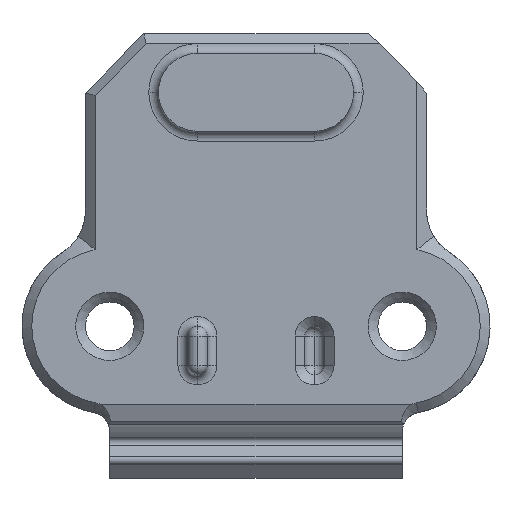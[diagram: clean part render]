
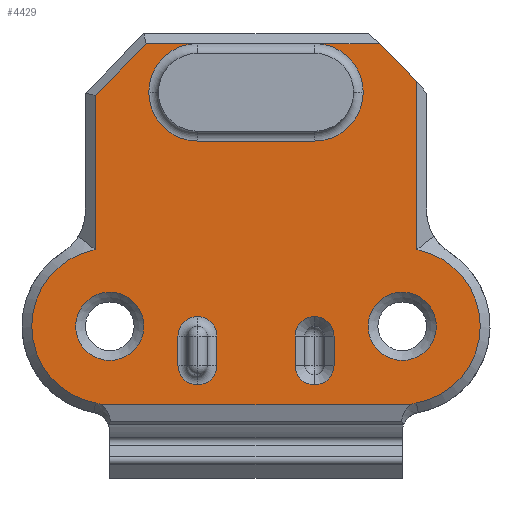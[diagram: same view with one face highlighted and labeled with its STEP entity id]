
A CAD part, left-side view. The second image highlights one B-rep face of the part: STEP entity #4429.
In plain terms, the highlighted planar face has unit normal (-1, 0, 0).
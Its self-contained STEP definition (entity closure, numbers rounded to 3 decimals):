
#124=FACE_BOUND('',#846,.T.);
#125=FACE_BOUND('',#847,.T.);
#126=FACE_BOUND('',#848,.T.);
#127=FACE_BOUND('',#849,.T.);
#379=PLANE('',#4764);
#571=FACE_OUTER_BOUND('',#845,.T.);
#845=EDGE_LOOP('',(#3347,#3348,#3349,#3350,#3351,#3352,#3353,#3354,#3355,
#3356,#3357,#3358,#3359,#3360,#3361,#3362));
#846=EDGE_LOOP('',(#3363));
#847=EDGE_LOOP('',(#3364,#3365,#3366,#3367,#3368,#3369));
#848=EDGE_LOOP('',(#3370));
#849=EDGE_LOOP('',(#3371,#3372,#3373,#3374,#3375,#3376));
#1100=CIRCLE('',#4765,3.);
#1101=CIRCLE('',#4766,8.);
#1102=CIRCLE('',#4767,5.);
#1103=CIRCLE('',#4768,5.);
#1104=CIRCLE('',#4769,5.);
#1105=CIRCLE('',#4770,5.);
#1106=CIRCLE('',#4771,8.);
#1107=CIRCLE('',#4772,3.);
#1108=CIRCLE('',#4773,3.5);
#1109=CIRCLE('',#4774,2.);
#1110=CIRCLE('',#4775,2.);
#1111=CIRCLE('',#4776,2.);
#1112=CIRCLE('',#4777,2.);
#1113=CIRCLE('',#4778,3.5);
#1114=CIRCLE('',#4779,2.);
#1115=CIRCLE('',#4780,2.);
#1116=CIRCLE('',#4781,2.);
#1117=CIRCLE('',#4782,2.);
#1307=LINE('',#6889,#1600);
#1327=LINE('',#8046,#1620);
#1328=LINE('',#8052,#1621);
#1329=LINE('',#8054,#1622);
#1330=LINE('',#8060,#1623);
#1331=LINE('',#8066,#1624);
#1332=LINE('',#8068,#1625);
#1333=LINE('',#8070,#1626);
#1334=LINE('',#8082,#1627);
#1335=LINE('',#8087,#1628);
#1336=LINE('',#8096,#1629);
#1337=LINE('',#8101,#1630);
#1600=VECTOR('',#5337,10.);
#1620=VECTOR('',#5385,10.);
#1621=VECTOR('',#5392,10.);
#1622=VECTOR('',#5393,10.);
#1623=VECTOR('',#5398,10.);
#1624=VECTOR('',#5403,10.);
#1625=VECTOR('',#5404,10.);
#1626=VECTOR('',#5405,10.);
#1627=VECTOR('',#5416,10.);
#1628=VECTOR('',#5421,10.);
#1629=VECTOR('',#5428,10.);
#1630=VECTOR('',#5433,10.);
#1945=VERTEX_POINT('',#6886);
#1946=VERTEX_POINT('',#6888);
#2005=VERTEX_POINT('',#8039);
#2008=VERTEX_POINT('',#8044);
#2009=VERTEX_POINT('',#8048);
#2010=VERTEX_POINT('',#8050);
#2011=VERTEX_POINT('',#8053);
#2012=VERTEX_POINT('',#8055);
#2013=VERTEX_POINT('',#8057);
#2014=VERTEX_POINT('',#8059);
#2015=VERTEX_POINT('',#8061);
#2016=VERTEX_POINT('',#8063);
#2017=VERTEX_POINT('',#8065);
#2018=VERTEX_POINT('',#8067);
#2019=VERTEX_POINT('',#8069);
#2020=VERTEX_POINT('',#8071);
#2021=VERTEX_POINT('',#8074);
#2022=VERTEX_POINT('',#8076);
#2023=VERTEX_POINT('',#8077);
#2024=VERTEX_POINT('',#8079);
#2025=VERTEX_POINT('',#8081);
#2026=VERTEX_POINT('',#8083);
#2027=VERTEX_POINT('',#8085);
#2028=VERTEX_POINT('',#8088);
#2029=VERTEX_POINT('',#8090);
#2030=VERTEX_POINT('',#8091);
#2031=VERTEX_POINT('',#8093);
#2032=VERTEX_POINT('',#8095);
#2033=VERTEX_POINT('',#8097);
#2034=VERTEX_POINT('',#8099);
#2427=EDGE_CURVE('',#1945,#1946,#1307,.T.);
#2510=EDGE_CURVE('',#2008,#2005,#1327,.T.);
#2511=EDGE_CURVE('',#2009,#2008,#1100,.T.);
#2512=EDGE_CURVE('',#2010,#2009,#1101,.T.);
#2513=EDGE_CURVE('',#1946,#2010,#1328,.T.);
#2514=EDGE_CURVE('',#2011,#1945,#1329,.T.);
#2515=EDGE_CURVE('',#2012,#2011,#1102,.T.);
#2516=EDGE_CURVE('',#2013,#2012,#1103,.T.);
#2517=EDGE_CURVE('',#2014,#2013,#1330,.T.);
#2518=EDGE_CURVE('',#2015,#2014,#1104,.T.);
#2519=EDGE_CURVE('',#2016,#2015,#1105,.T.);
#2520=EDGE_CURVE('',#2017,#2016,#1331,.T.);
#2521=EDGE_CURVE('',#2018,#2017,#1332,.T.);
#2522=EDGE_CURVE('',#2019,#2018,#1333,.T.);
#2523=EDGE_CURVE('',#2020,#2019,#1106,.T.);
#2524=EDGE_CURVE('',#2005,#2020,#1107,.T.);
#2525=EDGE_CURVE('',#2021,#2021,#1108,.T.);
#2526=EDGE_CURVE('',#2022,#2023,#1109,.T.);
#2527=EDGE_CURVE('',#2024,#2022,#1110,.T.);
#2528=EDGE_CURVE('',#2025,#2024,#1334,.T.);
#2529=EDGE_CURVE('',#2026,#2025,#1111,.T.);
#2530=EDGE_CURVE('',#2027,#2026,#1112,.T.);
#2531=EDGE_CURVE('',#2023,#2027,#1335,.T.);
#2532=EDGE_CURVE('',#2028,#2028,#1113,.T.);
#2533=EDGE_CURVE('',#2029,#2030,#1114,.T.);
#2534=EDGE_CURVE('',#2031,#2029,#1115,.T.);
#2535=EDGE_CURVE('',#2032,#2031,#1336,.T.);
#2536=EDGE_CURVE('',#2033,#2032,#1116,.T.);
#2537=EDGE_CURVE('',#2034,#2033,#1117,.T.);
#2538=EDGE_CURVE('',#2030,#2034,#1337,.T.);
#3347=ORIENTED_EDGE('',*,*,#2510,.F.);
#3348=ORIENTED_EDGE('',*,*,#2511,.F.);
#3349=ORIENTED_EDGE('',*,*,#2512,.F.);
#3350=ORIENTED_EDGE('',*,*,#2513,.F.);
#3351=ORIENTED_EDGE('',*,*,#2427,.F.);
#3352=ORIENTED_EDGE('',*,*,#2514,.F.);
#3353=ORIENTED_EDGE('',*,*,#2515,.F.);
#3354=ORIENTED_EDGE('',*,*,#2516,.F.);
#3355=ORIENTED_EDGE('',*,*,#2517,.F.);
#3356=ORIENTED_EDGE('',*,*,#2518,.F.);
#3357=ORIENTED_EDGE('',*,*,#2519,.F.);
#3358=ORIENTED_EDGE('',*,*,#2520,.F.);
#3359=ORIENTED_EDGE('',*,*,#2521,.F.);
#3360=ORIENTED_EDGE('',*,*,#2522,.F.);
#3361=ORIENTED_EDGE('',*,*,#2523,.F.);
#3362=ORIENTED_EDGE('',*,*,#2524,.F.);
#3363=ORIENTED_EDGE('',*,*,#2525,.F.);
#3364=ORIENTED_EDGE('',*,*,#2526,.F.);
#3365=ORIENTED_EDGE('',*,*,#2527,.F.);
#3366=ORIENTED_EDGE('',*,*,#2528,.F.);
#3367=ORIENTED_EDGE('',*,*,#2529,.F.);
#3368=ORIENTED_EDGE('',*,*,#2530,.F.);
#3369=ORIENTED_EDGE('',*,*,#2531,.F.);
#3370=ORIENTED_EDGE('',*,*,#2532,.F.);
#3371=ORIENTED_EDGE('',*,*,#2533,.F.);
#3372=ORIENTED_EDGE('',*,*,#2534,.F.);
#3373=ORIENTED_EDGE('',*,*,#2535,.F.);
#3374=ORIENTED_EDGE('',*,*,#2536,.F.);
#3375=ORIENTED_EDGE('',*,*,#2537,.F.);
#3376=ORIENTED_EDGE('',*,*,#2538,.F.);
#4429=ADVANCED_FACE('',(#571,#124,#125,#126,#127),#379,.T.);
#4764=AXIS2_PLACEMENT_3D('',#8047,#5386,#5387);
#4765=AXIS2_PLACEMENT_3D('',#8049,#5388,#5389);
#4766=AXIS2_PLACEMENT_3D('',#8051,#5390,#5391);
#4767=AXIS2_PLACEMENT_3D('',#8056,#5394,#5395);
#4768=AXIS2_PLACEMENT_3D('',#8058,#5396,#5397);
#4769=AXIS2_PLACEMENT_3D('',#8062,#5399,#5400);
#4770=AXIS2_PLACEMENT_3D('',#8064,#5401,#5402);
#4771=AXIS2_PLACEMENT_3D('',#8072,#5406,#5407);
#4772=AXIS2_PLACEMENT_3D('',#8073,#5408,#5409);
#4773=AXIS2_PLACEMENT_3D('',#8075,#5410,#5411);
#4774=AXIS2_PLACEMENT_3D('',#8078,#5412,#5413);
#4775=AXIS2_PLACEMENT_3D('',#8080,#5414,#5415);
#4776=AXIS2_PLACEMENT_3D('',#8084,#5417,#5418);
#4777=AXIS2_PLACEMENT_3D('',#8086,#5419,#5420);
#4778=AXIS2_PLACEMENT_3D('',#8089,#5422,#5423);
#4779=AXIS2_PLACEMENT_3D('',#8092,#5424,#5425);
#4780=AXIS2_PLACEMENT_3D('',#8094,#5426,#5427);
#4781=AXIS2_PLACEMENT_3D('',#8098,#5429,#5430);
#4782=AXIS2_PLACEMENT_3D('',#8100,#5431,#5432);
#5337=DIRECTION('',(0.,-0.702,-0.712));
#5385=DIRECTION('',(0.,1.,0.));
#5386=DIRECTION('center_axis',(-1.,0.,0.));
#5387=DIRECTION('ref_axis',(0.,0.,1.));
#5388=DIRECTION('center_axis',(-1.,0.,0.));
#5389=DIRECTION('ref_axis',(0.,0.769,0.64));
#5390=DIRECTION('center_axis',(1.,0.,0.));
#5391=DIRECTION('ref_axis',(0.,0.,-1.));
#5392=DIRECTION('',(0.,0.,-1.));
#5393=DIRECTION('',(0.,-1.,0.));
#5394=DIRECTION('center_axis',(-1.,0.,0.));
#5395=DIRECTION('ref_axis',(0.,-0.707,0.707));
#5396=DIRECTION('center_axis',(-1.,0.,0.));
#5397=DIRECTION('ref_axis',(0.,-0.707,-0.707));
#5398=DIRECTION('',(0.,-1.,0.));
#5399=DIRECTION('center_axis',(-1.,0.,0.));
#5400=DIRECTION('ref_axis',(0.,0.707,-0.707));
#5401=DIRECTION('center_axis',(-1.,0.,0.));
#5402=DIRECTION('ref_axis',(0.,0.707,0.707));
#5403=DIRECTION('',(0.,-1.,0.));
#5404=DIRECTION('',(0.,-0.702,0.712));
#5405=DIRECTION('',(0.,0.,1.));
#5406=DIRECTION('center_axis',(1.,0.,0.));
#5407=DIRECTION('ref_axis',(0.,0.,-1.));
#5408=DIRECTION('center_axis',(-1.,0.,0.));
#5409=DIRECTION('ref_axis',(0.,-0.769,0.64));
#5410=DIRECTION('center_axis',(-1.,0.,0.));
#5411=DIRECTION('ref_axis',(0.,0.,-1.));
#5412=DIRECTION('center_axis',(-1.,0.,0.));
#5413=DIRECTION('ref_axis',(0.,0.707,0.707));
#5414=DIRECTION('center_axis',(-1.,0.,0.));
#5415=DIRECTION('ref_axis',(0.,-0.707,0.707));
#5416=DIRECTION('',(0.,0.,1.));
#5417=DIRECTION('center_axis',(-1.,0.,0.));
#5418=DIRECTION('ref_axis',(0.,-0.707,-0.707));
#5419=DIRECTION('center_axis',(-1.,0.,0.));
#5420=DIRECTION('ref_axis',(0.,0.707,-0.707));
#5421=DIRECTION('',(0.,0.,-1.));
#5422=DIRECTION('center_axis',(-1.,0.,0.));
#5423=DIRECTION('ref_axis',(0.,0.,-1.));
#5424=DIRECTION('center_axis',(-1.,0.,0.));
#5425=DIRECTION('ref_axis',(0.,-0.707,-0.707));
#5426=DIRECTION('center_axis',(-1.,0.,0.));
#5427=DIRECTION('ref_axis',(0.,0.707,-0.707));
#5428=DIRECTION('',(0.,0.,-1.));
#5429=DIRECTION('center_axis',(-1.,0.,0.));
#5430=DIRECTION('ref_axis',(0.,0.707,0.707));
#5431=DIRECTION('center_axis',(-1.,0.,0.));
#5432=DIRECTION('ref_axis',(0.,-0.707,0.707));
#5433=DIRECTION('',(0.,0.,1.));
#6886=CARTESIAN_POINT('',(1.,2.342,59.));
#6888=CARTESIAN_POINT('',(1.,-1.5,55.099));
#6889=CARTESIAN_POINT('',(1.,-9.247,47.232));
#8039=CARTESIAN_POINT('',(1.,30.901,21.975));
#8044=CARTESIAN_POINT('',(1.,-0.901,21.975));
#8046=CARTESIAN_POINT('',(1.,0.,21.975));
#8047=CARTESIAN_POINT('Origin',(1.,0.,19.975));
#8048=CARTESIAN_POINT('',(1.,-1.455,22.133));
#8049=CARTESIAN_POINT('Origin',(1.,-2.,19.183));
#8050=CARTESIAN_POINT('',(1.,-1.5,37.858));
#8051=CARTESIAN_POINT('Origin',(1.,0.,30.));
#8052=CARTESIAN_POINT('',(1.,-1.5,29.31));
#8053=CARTESIAN_POINT('',(1.,9.,59.));
#8054=CARTESIAN_POINT('',(1.,0.,59.));
#8055=CARTESIAN_POINT('',(1.,4.,54.));
#8056=CARTESIAN_POINT('Origin',(1.,9.,54.));
#8057=CARTESIAN_POINT('',(1.,9.,49.));
#8058=CARTESIAN_POINT('Origin',(1.,9.,54.));
#8059=CARTESIAN_POINT('',(1.,21.,49.));
#8060=CARTESIAN_POINT('',(1.,12.5,49.));
#8061=CARTESIAN_POINT('',(1.,26.,54.));
#8062=CARTESIAN_POINT('Origin',(1.,21.,54.));
#8063=CARTESIAN_POINT('',(1.,21.,59.));
#8064=CARTESIAN_POINT('Origin',(1.,21.,54.));
#8065=CARTESIAN_POINT('',(1.,26.255,59.));
#8066=CARTESIAN_POINT('',(1.,0.,59.));
#8067=CARTESIAN_POINT('',(1.,31.5,53.674));
#8068=CARTESIAN_POINT('',(1.,31.069,54.111));
#8069=CARTESIAN_POINT('',(1.,31.5,37.858));
#8070=CARTESIAN_POINT('',(1.,31.5,39.987));
#8071=CARTESIAN_POINT('',(1.,31.455,22.133));
#8072=CARTESIAN_POINT('Origin',(1.,30.,30.));
#8073=CARTESIAN_POINT('Origin',(1.,32.,19.183));
#8074=CARTESIAN_POINT('',(1.,30.,33.5));
#8075=CARTESIAN_POINT('Origin',(1.,30.,30.));
#8076=CARTESIAN_POINT('',(1.,9.,31.));
#8077=CARTESIAN_POINT('',(1.,11.,29.));
#8078=CARTESIAN_POINT('Origin',(1.,9.,29.));
#8079=CARTESIAN_POINT('',(1.,7.,29.));
#8080=CARTESIAN_POINT('Origin',(1.,9.,29.));
#8081=CARTESIAN_POINT('',(1.,7.,26.));
#8082=CARTESIAN_POINT('',(1.,7.,24.987));
#8083=CARTESIAN_POINT('',(1.,9.,24.));
#8084=CARTESIAN_POINT('Origin',(1.,9.,26.));
#8085=CARTESIAN_POINT('',(1.,11.,26.));
#8086=CARTESIAN_POINT('Origin',(1.,9.,26.));
#8087=CARTESIAN_POINT('',(1.,11.,22.487));
#8088=CARTESIAN_POINT('',(1.,0.,33.5));
#8089=CARTESIAN_POINT('Origin',(1.,0.,30.));
#8090=CARTESIAN_POINT('',(1.,21.,24.));
#8091=CARTESIAN_POINT('',(1.,19.,26.));
#8092=CARTESIAN_POINT('Origin',(1.,21.,26.));
#8093=CARTESIAN_POINT('',(1.,23.,26.));
#8094=CARTESIAN_POINT('Origin',(1.,21.,26.));
#8095=CARTESIAN_POINT('',(1.,23.,29.));
#8096=CARTESIAN_POINT('',(1.,23.,24.987));
#8097=CARTESIAN_POINT('',(1.,21.,31.));
#8098=CARTESIAN_POINT('Origin',(1.,21.,29.));
#8099=CARTESIAN_POINT('',(1.,19.,29.));
#8100=CARTESIAN_POINT('Origin',(1.,21.,29.));
#8101=CARTESIAN_POINT('',(1.,19.,22.487));
